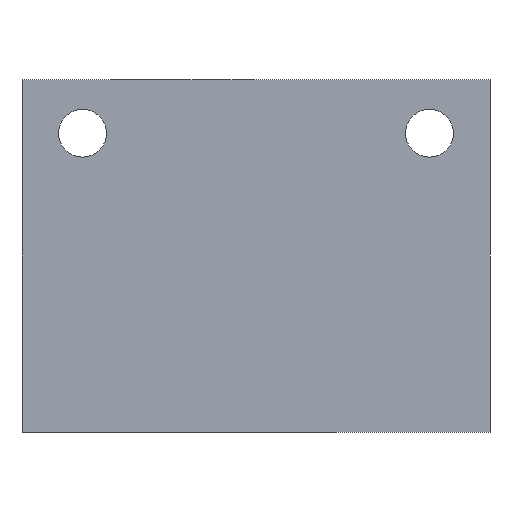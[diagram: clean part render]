
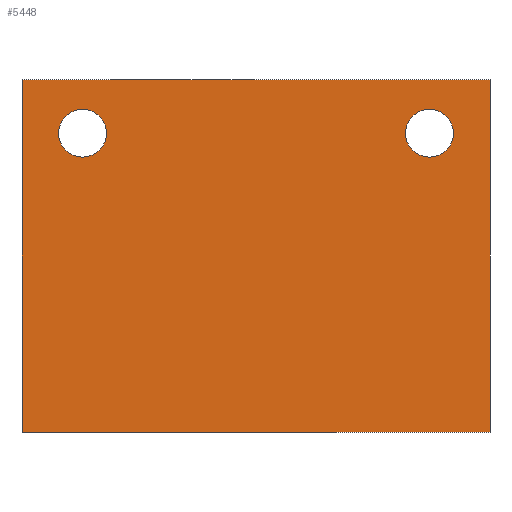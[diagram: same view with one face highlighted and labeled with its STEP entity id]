
A CAD part, left-side view. The second image highlights one B-rep face of the part: STEP entity #5448.
In plain terms, the highlighted planar face has unit normal (-1, 0, 0).
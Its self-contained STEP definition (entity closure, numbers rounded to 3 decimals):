
#304 = CARTESIAN_POINT ( 'NONE',  ( 0., -85., 0. ) ) ;
#403 = EDGE_CURVE ( 'NONE', #3261, #1657, #1741, .T. ) ;
#562 = CARTESIAN_POINT ( 'NONE',  ( 0., -74., -9.7 ) ) ;
#793 = CARTESIAN_POINT ( 'NONE',  ( 0., -85., 0. ) ) ;
#819 = EDGE_CURVE ( 'NONE', #11717, #5531, #5601, .T. ) ;
#826 = CARTESIAN_POINT ( 'NONE',  ( 0., -74., -9.7 ) ) ;
#899 = DIRECTION ( 'NONE',  ( 1., 0., 0. ) ) ;
#1144 = DIRECTION ( 'NONE',  ( 0., 0., 1. ) ) ;
#1346 = DIRECTION ( 'NONE',  ( 0., 1., 0. ) ) ;
#1657 = VERTEX_POINT ( 'NONE', #2839 ) ;
#1739 = DIRECTION ( 'NONE',  ( 1., 0., 0. ) ) ;
#1741 = CIRCLE ( 'NONE', #8952, 4.35 ) ;
#1877 = LINE ( 'NONE', #2158, #3581 ) ;
#1951 = EDGE_LOOP ( 'NONE', ( #2814, #5792 ) ) ;
#2158 = CARTESIAN_POINT ( 'NONE',  ( 0., -85., 0. ) ) ;
#2257 = CARTESIAN_POINT ( 'NONE',  ( 0., 0., -64. ) ) ;
#2374 = CIRCLE ( 'NONE', #4189, 4.35 ) ;
#2622 = DIRECTION ( 'NONE',  ( 1., 0., 0. ) ) ;
#2814 = ORIENTED_EDGE ( 'NONE', *, *, #819, .T. ) ;
#2839 = CARTESIAN_POINT ( 'NONE',  ( 0., -11., -14.05 ) ) ;
#3015 = CARTESIAN_POINT ( 'NONE',  ( 0., 0., 0. ) ) ;
#3261 = VERTEX_POINT ( 'NONE', #3704 ) ;
#3421 = DIRECTION ( 'NONE',  ( 0., 0., -1. ) ) ;
#3581 = VECTOR ( 'NONE', #6659, 1000. ) ;
#3638 = EDGE_CURVE ( 'NONE', #11492, #7508, #8557, .T. ) ;
#3645 = DIRECTION ( 'NONE',  ( 0., 0., -1. ) ) ;
#3672 = FACE_OUTER_BOUND ( 'NONE', #10920, .T. ) ;
#3704 = CARTESIAN_POINT ( 'NONE',  ( 0., -11., -5.35 ) ) ;
#3780 = ORIENTED_EDGE ( 'NONE', *, *, #7616, .F. ) ;
#3929 = ORIENTED_EDGE ( 'NONE', *, *, #4013, .F. ) ;
#3969 = DIRECTION ( 'NONE',  ( 0., 0., -1. ) ) ;
#4013 = EDGE_CURVE ( 'NONE', #8635, #6581, #4557, .T. ) ;
#4108 = DIRECTION ( 'NONE',  ( 0., -1., 0. ) ) ;
#4189 = AXIS2_PLACEMENT_3D ( 'NONE', #6470, #1739, #3645 ) ;
#4557 = LINE ( 'NONE', #2257, #6135 ) ;
#4738 = CARTESIAN_POINT ( 'NONE',  ( 0., -74., -5.35 ) ) ;
#5036 = AXIS2_PLACEMENT_3D ( 'NONE', #793, #2622, #11582 ) ;
#5188 = PLANE ( 'NONE',  #5036 ) ;
#5237 = CIRCLE ( 'NONE', #11223, 4.35 ) ;
#5448 = ADVANCED_FACE ( 'NONE', ( #6271, #6703, #3672 ), #5188, .F. ) ;
#5531 = VERTEX_POINT ( 'NONE', #4738 ) ;
#5601 = CIRCLE ( 'NONE', #7673, 4.35 ) ;
#5792 = ORIENTED_EDGE ( 'NONE', *, *, #5978, .T. ) ;
#5868 = ORIENTED_EDGE ( 'NONE', *, *, #5985, .T. ) ;
#5978 = EDGE_CURVE ( 'NONE', #5531, #11717, #5237, .T. ) ;
#5985 = EDGE_CURVE ( 'NONE', #1657, #3261, #2374, .T. ) ;
#6113 = VECTOR ( 'NONE', #4108, 1000. ) ;
#6135 = VECTOR ( 'NONE', #1346, 1000. ) ;
#6271 = FACE_BOUND ( 'NONE', #1951, .T. ) ;
#6470 = CARTESIAN_POINT ( 'NONE',  ( 0., -11., -9.7 ) ) ;
#6581 = VERTEX_POINT ( 'NONE', #10705 ) ;
#6642 = ORIENTED_EDGE ( 'NONE', *, *, #3638, .F. ) ;
#6659 = DIRECTION ( 'NONE',  ( 0., 0., -1. ) ) ;
#6703 = FACE_BOUND ( 'NONE', #11062, .T. ) ;
#6749 = CARTESIAN_POINT ( 'NONE',  ( 0., -11., -9.7 ) ) ;
#7244 = DIRECTION ( 'NONE',  ( 0., 0., -1. ) ) ;
#7508 = VERTEX_POINT ( 'NONE', #304 ) ;
#7616 = EDGE_CURVE ( 'NONE', #6581, #11492, #7939, .T. ) ;
#7673 = AXIS2_PLACEMENT_3D ( 'NONE', #562, #11562, #3421 ) ;
#7709 = CARTESIAN_POINT ( 'NONE',  ( 0., 0., 0. ) ) ;
#7939 = LINE ( 'NONE', #3015, #8788 ) ;
#7954 = DIRECTION ( 'NONE',  ( 1., 0., 0. ) ) ;
#8557 = LINE ( 'NONE', #7709, #6113 ) ;
#8626 = CARTESIAN_POINT ( 'NONE',  ( 0., -74., -14.05 ) ) ;
#8635 = VERTEX_POINT ( 'NONE', #10470 ) ;
#8786 = ORIENTED_EDGE ( 'NONE', *, *, #10005, .F. ) ;
#8788 = VECTOR ( 'NONE', #1144, 1000. ) ;
#8952 = AXIS2_PLACEMENT_3D ( 'NONE', #6749, #7954, #3969 ) ;
#9424 = ORIENTED_EDGE ( 'NONE', *, *, #403, .T. ) ;
#10005 = EDGE_CURVE ( 'NONE', #7508, #8635, #1877, .T. ) ;
#10214 = CARTESIAN_POINT ( 'NONE',  ( 0., 0., 0. ) ) ;
#10470 = CARTESIAN_POINT ( 'NONE',  ( 0., -85., -64. ) ) ;
#10705 = CARTESIAN_POINT ( 'NONE',  ( 0., 0., -64. ) ) ;
#10920 = EDGE_LOOP ( 'NONE', ( #6642, #3780, #3929, #8786 ) ) ;
#11062 = EDGE_LOOP ( 'NONE', ( #5868, #9424 ) ) ;
#11223 = AXIS2_PLACEMENT_3D ( 'NONE', #826, #899, #7244 ) ;
#11492 = VERTEX_POINT ( 'NONE', #10214 ) ;
#11562 = DIRECTION ( 'NONE',  ( 1., 0., 0. ) ) ;
#11582 = DIRECTION ( 'NONE',  ( 0., 0., -1. ) ) ;
#11717 = VERTEX_POINT ( 'NONE', #8626 ) ;
